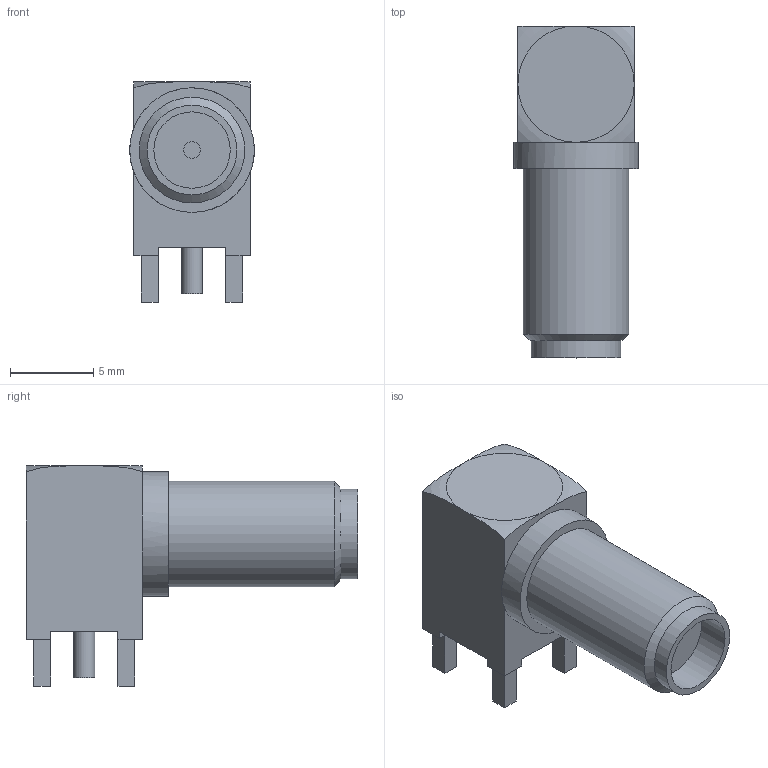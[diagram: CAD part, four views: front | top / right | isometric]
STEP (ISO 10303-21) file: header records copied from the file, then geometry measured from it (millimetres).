
FILE_DESCRIPTION(/* description */ ('STEP AP242','CAx-IF Rec.Pracs.---Representation and Presentation of Product Manufacturing Information (PMI)---4.0---2014-10-13','CAx-IF Rec.Pracs.---3D Tessellated Geometry---0.4---2014-09-14','2;1'),/* implementation_level */ '2;1');
FILE_NAME(/* name */ '66321a02c545197755c9a3cb',/* time_stamp */ '2024-05-01T10:31:31Z',/* author */ (''),/* organization */ (''),/* preprocessor_version */ 'ST-DEVELOPER v20',/* originating_system */ ' ',/* authorisation */ ' ');
FILE_SCHEMA (('AP242_MANAGED_MODEL_BASED_3D_ENGINEERING_MIM_LF { 1 0 10303 442 1 1 4 }'));
Length unit declared in the file: metre
Products named in the file (1): RF2-49B-T-00-50-G-HDW
Bounding box: 7.5 x 19.97 x 13.25 mm (x, y, z)
Volume: 889.1 mm3; surface area: 745.9 mm2
Topology: 1 solids, 1 shells, 49 faces, 121 edges, 78 vertices
Faces by surface type: plane 38, cylinder 6, torus 4, cone 1
Full cylindrical faces by diameter (mm): 1 x1, 1.27 x1, 4.6 x1, 5.4 x1, 6.35 x1, 7.5 x1
Entity records: 1410 total; most frequent: CARTESIAN_POINT 261, ORIENTED_EDGE 222, DIRECTION 222, EDGE_CURVE 111, LINE 84, VECTOR 84, VERTEX_POINT 76, AXIS2_PLACEMENT_3D 69
